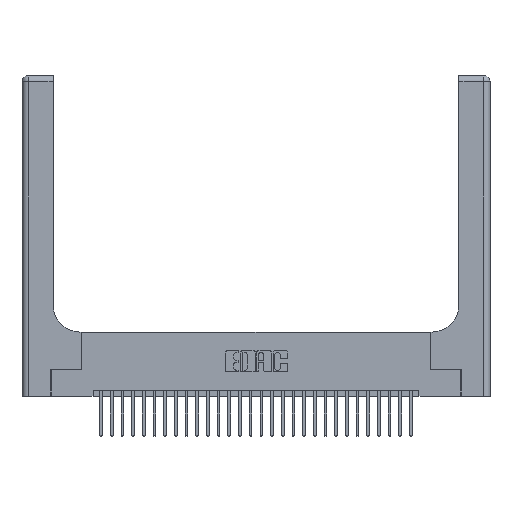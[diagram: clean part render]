
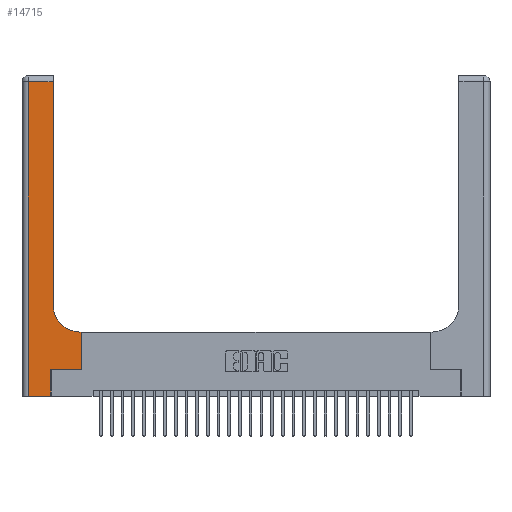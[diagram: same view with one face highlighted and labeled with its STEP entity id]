
A CAD part, top view. The second image highlights one B-rep face of the part: STEP entity #14715.
In plain terms, the highlighted planar face has unit normal (0, 0, 1).
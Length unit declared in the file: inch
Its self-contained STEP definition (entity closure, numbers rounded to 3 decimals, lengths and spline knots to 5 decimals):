
#179 = ORIENTED_EDGE ( 'NONE', *, *, #11011, .T. ) ;
#370 = CIRCLE ( 'NONE', #14005, 0.25 ) ;
#710 = DIRECTION ( 'NONE',  ( 0., 0., -1. ) ) ;
#758 = CARTESIAN_POINT ( 'NONE',  ( 0.2915, 3., 0.37 ) ) ;
#1350 = VECTOR ( 'NONE', #2553, 39.37008 ) ;
#1550 = ORIENTED_EDGE ( 'NONE', *, *, #23587, .T. ) ;
#2553 = DIRECTION ( 'NONE',  ( 0., 1., 0. ) ) ;
#3064 = EDGE_CURVE ( 'NONE', #28442, #25982, #370, .T. ) ;
#3196 = DIRECTION ( 'NONE',  ( 0., 1., 0. ) ) ;
#3371 = VECTOR ( 'NONE', #3196, 39.37008 ) ;
#3510 = ORIENTED_EDGE ( 'NONE', *, *, #23781, .T. ) ;
#3870 = VECTOR ( 'NONE', #14093, 39.37008 ) ;
#4102 = CARTESIAN_POINT ( 'NONE',  ( 0.5415, 0.85, 0.37 ) ) ;
#4579 = ORIENTED_EDGE ( 'NONE', *, *, #14889, .T. ) ;
#4748 = VERTEX_POINT ( 'NONE', #24276 ) ;
#4872 = VERTEX_POINT ( 'NONE', #24981 ) ;
#5254 = VECTOR ( 'NONE', #27145, 39.37008 ) ;
#5728 = EDGE_CURVE ( 'NONE', #27958, #14454, #10891, .T. ) ;
#5936 = ORIENTED_EDGE ( 'NONE', *, *, #3064, .T. ) ;
#6483 = DIRECTION ( 'NONE',  ( 1., 0., 0. ) ) ;
#6491 = CARTESIAN_POINT ( 'NONE',  ( 0.5585, 0.25, 0.37 ) ) ;
#6559 = VECTOR ( 'NONE', #14945, 39.37008 ) ;
#7021 = CARTESIAN_POINT ( 'NONE',  ( 0., 0., 0.37 ) ) ;
#8415 = VECTOR ( 'NONE', #18223, 39.37008 ) ;
#8557 = ORIENTED_EDGE ( 'NONE', *, *, #19720, .T. ) ;
#9111 = VERTEX_POINT ( 'NONE', #30330 ) ;
#9331 = CARTESIAN_POINT ( 'NONE',  ( 0.269, 0., 0.37 ) ) ;
#10432 = FACE_OUTER_BOUND ( 'NONE', #12286, .T. ) ;
#10891 = LINE ( 'NONE', #7021, #3870 ) ;
#11011 = EDGE_CURVE ( 'NONE', #14454, #4872, #26364, .T. ) ;
#11140 = DIRECTION ( 'NONE',  ( 0., -1., 0. ) ) ;
#11542 = VECTOR ( 'NONE', #26045, 39.37008 ) ;
#11647 = CARTESIAN_POINT ( 'NONE',  ( 0.269, 0., 0.37 ) ) ;
#12286 = EDGE_LOOP ( 'NONE', ( #25450, #8557, #19362, #13944, #179, #1550, #3510, #4579, #5936 ) ) ;
#12560 = CARTESIAN_POINT ( 'NONE',  ( 0.269, 0.25, 0.37 ) ) ;
#13404 = VERTEX_POINT ( 'NONE', #26394 ) ;
#13440 = LINE ( 'NONE', #27470, #20442 ) ;
#13944 = ORIENTED_EDGE ( 'NONE', *, *, #5728, .T. ) ;
#14005 = AXIS2_PLACEMENT_3D ( 'NONE', #4102, #20569, #6483 ) ;
#14093 = DIRECTION ( 'NONE',  ( 1., 0., 0. ) ) ;
#14454 = VERTEX_POINT ( 'NONE', #11647 ) ;
#14554 = CARTESIAN_POINT ( 'NONE',  ( 0.2915, 0.85, 0.37 ) ) ;
#14715 = ADVANCED_FACE ( 'NONE', ( #10432 ), #14918, .F. ) ;
#14889 = EDGE_CURVE ( 'NONE', #4748, #28442, #17781, .T. ) ;
#14918 = PLANE ( 'NONE',  #25547 ) ;
#14945 = DIRECTION ( 'NONE',  ( 1., 0., 0. ) ) ;
#15408 = LINE ( 'NONE', #6491, #8415 ) ;
#17085 = VERTEX_POINT ( 'NONE', #24001 ) ;
#17287 = DIRECTION ( 'NONE',  ( -1., 0., 0. ) ) ;
#17781 = LINE ( 'NONE', #24815, #5254 ) ;
#18223 = DIRECTION ( 'NONE',  ( 0., 1., 0. ) ) ;
#18500 = EDGE_CURVE ( 'NONE', #17085, #27958, #13440, .T. ) ;
#19362 = ORIENTED_EDGE ( 'NONE', *, *, #18500, .T. ) ;
#19521 = CARTESIAN_POINT ( 'NONE',  ( 0., 3., 0.37 ) ) ;
#19720 = EDGE_CURVE ( 'NONE', #13404, #17085, #29396, .T. ) ;
#20442 = VECTOR ( 'NONE', #11140, 39.37008 ) ;
#20569 = DIRECTION ( 'NONE',  ( 0., 0., -1. ) ) ;
#20765 = CARTESIAN_POINT ( 'NONE',  ( 0.06, 0., 0.37 ) ) ;
#21215 = EDGE_CURVE ( 'NONE', #25982, #13404, #22157, .T. ) ;
#22157 = LINE ( 'NONE', #758, #3371 ) ;
#22580 = CARTESIAN_POINT ( 'NONE',  ( 0.5415, 0.6, 0.37 ) ) ;
#23587 = EDGE_CURVE ( 'NONE', #4872, #9111, #25240, .T. ) ;
#23732 = CARTESIAN_POINT ( 'NONE',  ( 0., 2.94, 0.37 ) ) ;
#23781 = EDGE_CURVE ( 'NONE', #9111, #4748, #15408, .T. ) ;
#24001 = CARTESIAN_POINT ( 'NONE',  ( 0.06, 2.94, 0.37 ) ) ;
#24276 = CARTESIAN_POINT ( 'NONE',  ( 0.5585, 0.6, 0.37 ) ) ;
#24815 = CARTESIAN_POINT ( 'NONE',  ( 0.2915, 0.6, 0.37 ) ) ;
#24981 = CARTESIAN_POINT ( 'NONE',  ( 0.269, 0.25, 0.37 ) ) ;
#25240 = LINE ( 'NONE', #12560, #6559 ) ;
#25450 = ORIENTED_EDGE ( 'NONE', *, *, #21215, .T. ) ;
#25547 = AXIS2_PLACEMENT_3D ( 'NONE', #19521, #710, #17287 ) ;
#25982 = VERTEX_POINT ( 'NONE', #14554 ) ;
#26045 = DIRECTION ( 'NONE',  ( -1., 0., 0. ) ) ;
#26364 = LINE ( 'NONE', #9331, #1350 ) ;
#26394 = CARTESIAN_POINT ( 'NONE',  ( 0.2915, 2.94, 0.37 ) ) ;
#27145 = DIRECTION ( 'NONE',  ( -1., 0., 0. ) ) ;
#27470 = CARTESIAN_POINT ( 'NONE',  ( 0.06, 3., 0.37 ) ) ;
#27958 = VERTEX_POINT ( 'NONE', #20765 ) ;
#28442 = VERTEX_POINT ( 'NONE', #22580 ) ;
#29396 = LINE ( 'NONE', #23732, #11542 ) ;
#30330 = CARTESIAN_POINT ( 'NONE',  ( 0.5585, 0.25, 0.37 ) ) ;
